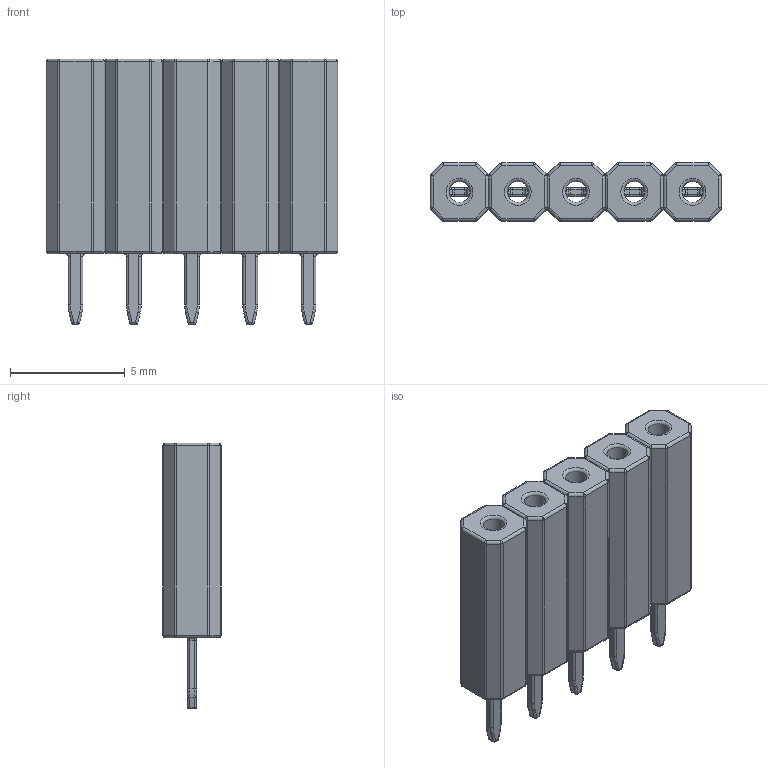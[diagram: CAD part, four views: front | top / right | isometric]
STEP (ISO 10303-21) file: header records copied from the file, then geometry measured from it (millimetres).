
FILE_DESCRIPTION(('FreeCAD Model'),'2;1');
FILE_NAME('Open CASCADE Shape Model','2023-08-10T12:22:46',(''),(''), 'Open CASCADE STEP processor 7.6','FreeCAD','Unknown');
FILE_SCHEMA(('AUTOMOTIVE_DESIGN { 1 0 10303 214 1 1 1 1 }'));
Length unit declared in the file: millimetre
Products named in the file (5): SockHead; Pins; Pins_SinglePin; Shroud; Shroud_SinglePin
Assembly tree (12 placements, depth 3):
  SockHead
    Pins
      Pins_SinglePin  x5
    Shroud
      Shroud_SinglePin  x5
Bounding box: 12.7 x 2.54 x 11.6 mm (x, y, z)
Volume: 218.1 mm3; surface area: 819.4 mm2
Topology: 10 solids, 10 shells, 730 faces, 1685 edges, 815 vertices
Faces by surface type: cylinder 335, plane 170, sphere 160, torus 65
Full cylindrical faces by diameter (mm): 0.919 x5
Entity records: 7938 total; most frequent: DIRECTION 1382, CARTESIAN_POINT 1255, LINE 745, VECTOR 745, ORIENTED_EDGE 610, PCURVE 610, DEFINITIONAL_REPRESENTATION 610, AXIS2_PLACEMENT_3D 311
